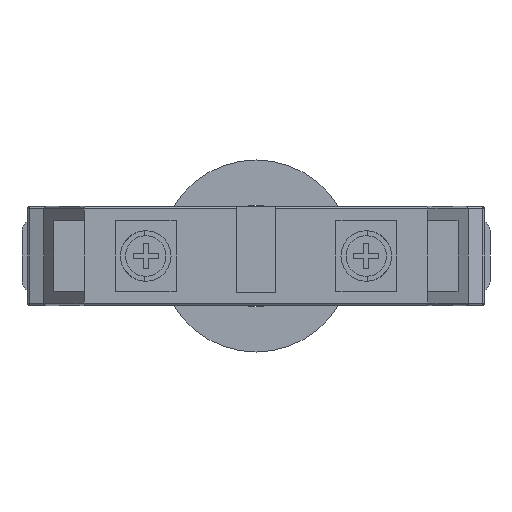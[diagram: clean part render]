
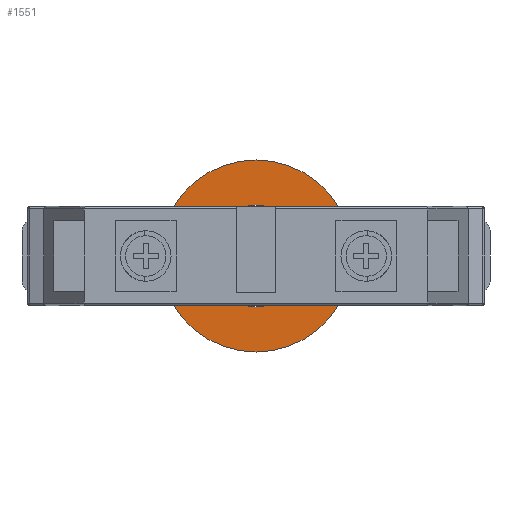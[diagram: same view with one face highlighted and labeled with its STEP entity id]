
A CAD part, front view. The second image highlights one B-rep face of the part: STEP entity #1551.
In plain terms, the highlighted planar face has unit normal (0, -1, 0).
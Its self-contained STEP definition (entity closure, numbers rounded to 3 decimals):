
#7 = DIRECTION ( 'NONE',  ( 0., 0., -1. ) ) ;
#30 = CIRCLE ( 'NONE', #1944, 5.5 ) ;
#67 = CARTESIAN_POINT ( 'NONE',  ( 3.924, 22.8, -3.854 ) ) ;
#142 = DIRECTION ( 'NONE',  ( 0., 1., 0. ) ) ;
#194 = VECTOR ( 'NONE', #999, 1000. ) ;
#213 = ORIENTED_EDGE ( 'NONE', *, *, #2089, .T. ) ;
#249 = EDGE_CURVE ( 'NONE', #3925, #3930, #405, .T. ) ;
#272 = DIRECTION ( 'NONE',  ( 0., 1., 0. ) ) ;
#405 = CIRCLE ( 'NONE', #6021, 5. ) ;
#505 = DIRECTION ( 'NONE',  ( -0.707, 0., 0.707 ) ) ;
#568 = FACE_BOUND ( 'NONE', #3879, .T. ) ;
#655 = CARTESIAN_POINT ( 'NONE',  ( -3.924, 22.8, 3.854 ) ) ;
#726 = CARTESIAN_POINT ( 'NONE',  ( 0., 22.8, 0. ) ) ;
#771 = AXIS2_PLACEMENT_3D ( 'NONE', #7903, #4001, #7 ) ;
#974 = ORIENTED_EDGE ( 'NONE', *, *, #2778, .F. ) ;
#997 = VERTEX_POINT ( 'NONE', #5779 ) ;
#999 = DIRECTION ( 'NONE',  ( -0.707, 0., 0.707 ) ) ;
#1043 = CARTESIAN_POINT ( 'NONE',  ( 3.571, 22.8, 3.5 ) ) ;
#1075 = CARTESIAN_POINT ( 'NONE',  ( 0., 22.8, -9.5 ) ) ;
#1107 = ORIENTED_EDGE ( 'NONE', *, *, #249, .T. ) ;
#1256 = EDGE_CURVE ( 'NONE', #1258, #1989, #7385, .T. ) ;
#1258 = VERTEX_POINT ( 'NONE', #655 ) ;
#1342 = CARTESIAN_POINT ( 'NONE',  ( 0., 22.8, 0. ) ) ;
#1382 = DIRECTION ( 'NONE',  ( 0., 0., 1. ) ) ;
#1441 = CARTESIAN_POINT ( 'NONE',  ( 0., 22.8, 0. ) ) ;
#1551 = ADVANCED_FACE ( 'NONE', ( #7380, #568 ), #3458, .F. ) ;
#1591 = VECTOR ( 'NONE', #8117, 1000. ) ;
#1886 = VERTEX_POINT ( 'NONE', #5955 ) ;
#1916 = ORIENTED_EDGE ( 'NONE', *, *, #6100, .F. ) ;
#1944 = AXIS2_PLACEMENT_3D ( 'NONE', #7383, #3447, #8032 ) ;
#1989 = VERTEX_POINT ( 'NONE', #8462 ) ;
#1994 = DIRECTION ( 'NONE',  ( 0., 0., 1. ) ) ;
#2089 = EDGE_CURVE ( 'NONE', #3930, #7043, #3216, .T. ) ;
#2099 = DIRECTION ( 'NONE',  ( 0., 0., 1. ) ) ;
#2147 = AXIS2_PLACEMENT_3D ( 'NONE', #2643, #7254, #3316 ) ;
#2168 = LINE ( 'NONE', #6281, #194 ) ;
#2321 = VERTEX_POINT ( 'NONE', #67 ) ;
#2496 = EDGE_CURVE ( 'NONE', #1989, #1886, #8232, .T. ) ;
#2643 = CARTESIAN_POINT ( 'NONE',  ( 0., 22.8, 0. ) ) ;
#2778 = EDGE_CURVE ( 'NONE', #3793, #997, #6043, .T. ) ;
#2792 = CARTESIAN_POINT ( 'NONE',  ( 0., 22.8, 0. ) ) ;
#2936 = CARTESIAN_POINT ( 'NONE',  ( 0., 22.8, -5. ) ) ;
#2941 = CARTESIAN_POINT ( 'NONE',  ( -3.924, 22.8, -3.854 ) ) ;
#2945 = ORIENTED_EDGE ( 'NONE', *, *, #5960, .F. ) ;
#3151 = EDGE_CURVE ( 'NONE', #6922, #2321, #30, .T. ) ;
#3216 = CIRCLE ( 'NONE', #2147, 5. ) ;
#3267 = EDGE_CURVE ( 'NONE', #7708, #3714, #6037, .T. ) ;
#3292 = ORIENTED_EDGE ( 'NONE', *, *, #3844, .T. ) ;
#3297 = ORIENTED_EDGE ( 'NONE', *, *, #3151, .T. ) ;
#3316 = DIRECTION ( 'NONE',  ( 0., 0., 1. ) ) ;
#3382 = CARTESIAN_POINT ( 'NONE',  ( 3.571, 22.8, -3.5 ) ) ;
#3445 = CARTESIAN_POINT ( 'NONE',  ( 0., 22.8, 5. ) ) ;
#3447 = DIRECTION ( 'NONE',  ( 0., 1., 0. ) ) ;
#3458 = PLANE ( 'NONE',  #8095 ) ;
#3534 = CARTESIAN_POINT ( 'NONE',  ( 3.924, 22.8, 3.854 ) ) ;
#3714 = VERTEX_POINT ( 'NONE', #2936 ) ;
#3732 = AXIS2_PLACEMENT_3D ( 'NONE', #1441, #6058, #2099 ) ;
#3771 = CARTESIAN_POINT ( 'NONE',  ( 0., 22.8, 0. ) ) ;
#3793 = VERTEX_POINT ( 'NONE', #1075 ) ;
#3844 = EDGE_CURVE ( 'NONE', #3714, #1886, #5294, .T. ) ;
#3879 = EDGE_LOOP ( 'NONE', ( #3297, #6491, #6461, #3292, #4727, #7445, #2945, #1107, #213, #6405 ) ) ;
#3925 = VERTEX_POINT ( 'NONE', #6063 ) ;
#3930 = VERTEX_POINT ( 'NONE', #3445 ) ;
#4001 = DIRECTION ( 'NONE',  ( 0., -1., 0. ) ) ;
#4079 = EDGE_CURVE ( 'NONE', #2321, #7708, #2168, .T. ) ;
#4259 = CARTESIAN_POINT ( 'NONE',  ( 0., 22.8, 0. ) ) ;
#4426 = DIRECTION ( 'NONE',  ( 0., 0., 1. ) ) ;
#4727 = ORIENTED_EDGE ( 'NONE', *, *, #2496, .F. ) ;
#4772 = DIRECTION ( 'NONE',  ( 0., 0., 1. ) ) ;
#4891 = DIRECTION ( 'NONE',  ( 0., 0., 1. ) ) ;
#5294 = CIRCLE ( 'NONE', #7197, 5. ) ;
#5340 = DIRECTION ( 'NONE',  ( 0., 1., 0. ) ) ;
#5779 = CARTESIAN_POINT ( 'NONE',  ( 0., 22.8, 9.5 ) ) ;
#5784 = CARTESIAN_POINT ( 'NONE',  ( -3.924, 22.8, 3.854 ) ) ;
#5928 = AXIS2_PLACEMENT_3D ( 'NONE', #4259, #272, #4891 ) ;
#5955 = CARTESIAN_POINT ( 'NONE',  ( -3.571, 22.8, -3.5 ) ) ;
#5956 = DIRECTION ( 'NONE',  ( 0., 1., 0. ) ) ;
#5960 = EDGE_CURVE ( 'NONE', #3925, #1258, #8308, .T. ) ;
#6018 = VECTOR ( 'NONE', #505, 1000. ) ;
#6021 = AXIS2_PLACEMENT_3D ( 'NONE', #3771, #8347, #4426 ) ;
#6037 = CIRCLE ( 'NONE', #5928, 5. ) ;
#6043 = CIRCLE ( 'NONE', #3732, 9.5 ) ;
#6058 = DIRECTION ( 'NONE',  ( 0., 1., 0. ) ) ;
#6063 = CARTESIAN_POINT ( 'NONE',  ( -3.571, 22.8, 3.5 ) ) ;
#6100 = EDGE_CURVE ( 'NONE', #997, #3793, #7641, .T. ) ;
#6281 = CARTESIAN_POINT ( 'NONE',  ( 3.924, 22.8, -3.854 ) ) ;
#6292 = VECTOR ( 'NONE', #6897, 1000. ) ;
#6405 = ORIENTED_EDGE ( 'NONE', *, *, #7228, .T. ) ;
#6431 = AXIS2_PLACEMENT_3D ( 'NONE', #1342, #5956, #1994 ) ;
#6461 = ORIENTED_EDGE ( 'NONE', *, *, #3267, .T. ) ;
#6491 = ORIENTED_EDGE ( 'NONE', *, *, #4079, .T. ) ;
#6656 = LINE ( 'NONE', #3534, #1591 ) ;
#6829 = CARTESIAN_POINT ( 'NONE',  ( 3.924, 22.8, 3.854 ) ) ;
#6897 = DIRECTION ( 'NONE',  ( 0.707, 0., 0.707 ) ) ;
#6922 = VERTEX_POINT ( 'NONE', #6829 ) ;
#7043 = VERTEX_POINT ( 'NONE', #1043 ) ;
#7197 = AXIS2_PLACEMENT_3D ( 'NONE', #726, #5340, #1382 ) ;
#7228 = EDGE_CURVE ( 'NONE', #7043, #6922, #6656, .T. ) ;
#7254 = DIRECTION ( 'NONE',  ( 0., 1., 0. ) ) ;
#7380 = FACE_OUTER_BOUND ( 'NONE', #7480, .T. ) ;
#7383 = CARTESIAN_POINT ( 'NONE',  ( 0., 22.8, 0. ) ) ;
#7385 = CIRCLE ( 'NONE', #771, 5.5 ) ;
#7445 = ORIENTED_EDGE ( 'NONE', *, *, #1256, .F. ) ;
#7480 = EDGE_LOOP ( 'NONE', ( #974, #1916 ) ) ;
#7641 = CIRCLE ( 'NONE', #6431, 9.5 ) ;
#7708 = VERTEX_POINT ( 'NONE', #3382 ) ;
#7903 = CARTESIAN_POINT ( 'NONE',  ( 0., 22.8, 0. ) ) ;
#8032 = DIRECTION ( 'NONE',  ( 0., 0., -1. ) ) ;
#8095 = AXIS2_PLACEMENT_3D ( 'NONE', #2792, #142, #4772 ) ;
#8117 = DIRECTION ( 'NONE',  ( 0.707, 0., 0.707 ) ) ;
#8232 = LINE ( 'NONE', #2941, #6292 ) ;
#8308 = LINE ( 'NONE', #5784, #6018 ) ;
#8347 = DIRECTION ( 'NONE',  ( 0., 1., 0. ) ) ;
#8462 = CARTESIAN_POINT ( 'NONE',  ( -3.924, 22.8, -3.854 ) ) ;
